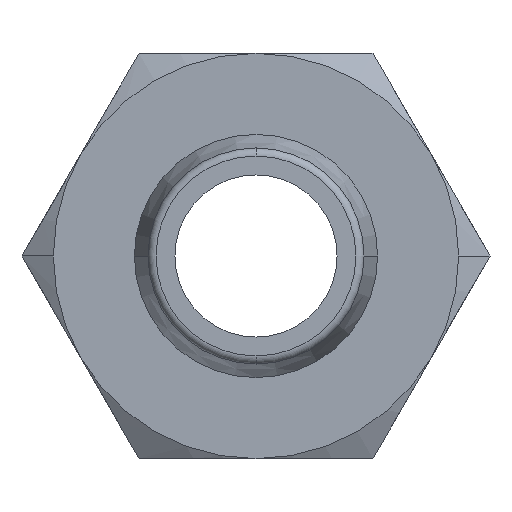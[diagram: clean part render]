
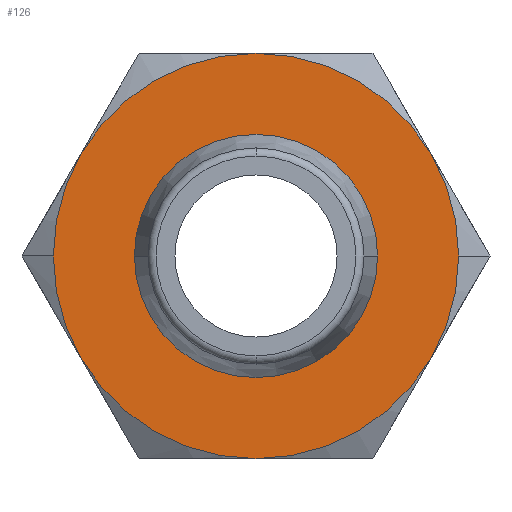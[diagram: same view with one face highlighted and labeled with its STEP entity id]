
A CAD part, front view. The second image highlights one B-rep face of the part: STEP entity #126.
In plain terms, the highlighted planar face has unit normal (0, -1, 0).
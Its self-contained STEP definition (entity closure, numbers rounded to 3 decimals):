
#126=ADVANCED_FACE('',(#261,#262),#263,.T.);
#261=FACE_OUTER_BOUND('',#404,.T.);
#262=FACE_BOUND('',#405,.T.);
#263=PLANE('',#406);
#404=EDGE_LOOP('',(#688,#689,#690,#691,#692,#693,#694,#695));
#405=EDGE_LOOP('',(#696,#697));
#406=AXIS2_PLACEMENT_3D('',#698,#699,#700);
#688=ORIENTED_EDGE('',*,*,#824,.T.);
#689=ORIENTED_EDGE('',*,*,#932,.T.);
#690=ORIENTED_EDGE('',*,*,#919,.T.);
#691=ORIENTED_EDGE('',*,*,#863,.T.);
#692=ORIENTED_EDGE('',*,*,#933,.T.);
#693=ORIENTED_EDGE('',*,*,#916,.T.);
#694=ORIENTED_EDGE('',*,*,#934,.T.);
#695=ORIENTED_EDGE('',*,*,#821,.T.);
#696=ORIENTED_EDGE('',*,*,#830,.F.);
#697=ORIENTED_EDGE('',*,*,#866,.F.);
#698=CARTESIAN_POINT('',(-3.75,14.0,0.0));
#699=DIRECTION('',(0.,-1.0,0.0));
#700=DIRECTION('',(-1.0,0.,0.0));
#821=EDGE_CURVE('',#958,#961,#963,.T.);
#824=EDGE_CURVE('',#961,#966,#968,.T.);
#830=EDGE_CURVE('',#976,#972,#978,.T.);
#863=EDGE_CURVE('',#1032,#1030,#1033,.T.);
#866=EDGE_CURVE('',#972,#976,#1036,.T.);
#916=EDGE_CURVE('',#1101,#1104,#1106,.T.);
#919=EDGE_CURVE('',#1108,#1032,#1110,.T.);
#932=EDGE_CURVE('',#966,#1108,#1125,.T.);
#933=EDGE_CURVE('',#1030,#1101,#1126,.T.);
#934=EDGE_CURVE('',#1104,#958,#1127,.T.);
#958=VERTEX_POINT('',#1152);
#961=VERTEX_POINT('',#1166);
#963=CIRCLE('',#1179,7.5);
#966=VERTEX_POINT('',#1182);
#968=CIRCLE('',#1185,7.5);
#972=VERTEX_POINT('',#1200);
#976=VERTEX_POINT('',#1205);
#978=CIRCLE('',#1208,4.5);
#1030=VERTEX_POINT('',#1270);
#1032=VERTEX_POINT('',#1283);
#1033=CIRCLE('',#1284,7.5);
#1036=CIRCLE('',#1298,4.5);
#1101=VERTEX_POINT('',#1401);
#1104=VERTEX_POINT('',#1405);
#1106=CIRCLE('',#1418,7.5);
#1108=VERTEX_POINT('',#1420);
#1110=CIRCLE('',#1433,7.5);
#1125=CIRCLE('',#1473,7.5);
#1126=CIRCLE('',#1474,7.5);
#1127=CIRCLE('',#1475,7.5);
#1152=CARTESIAN_POINT('',(0.,14.0,7.5));
#1166=CARTESIAN_POINT('',(-6.495,14.0,3.75));
#1179=AXIS2_PLACEMENT_3D('',#1515,#1516,#1517);
#1182=CARTESIAN_POINT('',(-7.5,14.0,0.));
#1185=AXIS2_PLACEMENT_3D('',#1519,#1520,#1521);
#1200=CARTESIAN_POINT('',(4.5,14.0,0.));
#1205=CARTESIAN_POINT('',(-4.5,14.0,0.));
#1208=AXIS2_PLACEMENT_3D('',#1527,#1528,#1529);
#1270=CARTESIAN_POINT('',(6.495,14.0,-3.75));
#1283=CARTESIAN_POINT('',(0.,14.0,-7.5));
#1284=AXIS2_PLACEMENT_3D('',#1582,#1583,#1584);
#1298=AXIS2_PLACEMENT_3D('',#1585,#1586,#1587);
#1401=CARTESIAN_POINT('',(7.5,14.0,0.));
#1405=CARTESIAN_POINT('',(6.495,14.0,3.75));
#1418=AXIS2_PLACEMENT_3D('',#1650,#1651,#1652);
#1420=CARTESIAN_POINT('',(-6.495,14.0,-3.75));
#1433=AXIS2_PLACEMENT_3D('',#1653,#1654,#1655);
#1473=AXIS2_PLACEMENT_3D('',#1668,#1669,#1670);
#1474=AXIS2_PLACEMENT_3D('',#1671,#1672,#1673);
#1475=AXIS2_PLACEMENT_3D('',#1674,#1675,#1676);
#1515=CARTESIAN_POINT('',(0.,14.0,0.0));
#1516=DIRECTION('',(0.,-1.0,0.0));
#1517=DIRECTION('',(-1.0,0.,0.0));
#1519=CARTESIAN_POINT('',(0.,14.0,0.0));
#1520=DIRECTION('',(0.,-1.0,0.0));
#1521=DIRECTION('',(-1.0,0.,0.0));
#1527=CARTESIAN_POINT('',(0.0,14.0,0.0));
#1528=DIRECTION('',(0.,-1.0,0.0));
#1529=DIRECTION('',(1.0,0.,0.0));
#1582=CARTESIAN_POINT('',(0.,14.0,0.0));
#1583=DIRECTION('',(0.,-1.0,0.0));
#1584=DIRECTION('',(-1.0,0.,0.0));
#1585=CARTESIAN_POINT('',(0.0,14.0,0.0));
#1586=DIRECTION('',(0.,-1.0,0.0));
#1587=DIRECTION('',(1.0,0.,0.0));
#1650=CARTESIAN_POINT('',(0.,14.0,0.0));
#1651=DIRECTION('',(0.,-1.0,0.0));
#1652=DIRECTION('',(-1.0,0.,0.0));
#1653=CARTESIAN_POINT('',(0.,14.0,0.0));
#1654=DIRECTION('',(0.,-1.0,0.0));
#1655=DIRECTION('',(-1.0,0.,0.0));
#1668=CARTESIAN_POINT('',(0.,14.0,0.0));
#1669=DIRECTION('',(0.,-1.0,0.0));
#1670=DIRECTION('',(-1.0,0.,0.0));
#1671=CARTESIAN_POINT('',(0.,14.0,0.0));
#1672=DIRECTION('',(0.,-1.0,0.0));
#1673=DIRECTION('',(-1.0,0.,0.0));
#1674=CARTESIAN_POINT('',(0.,14.0,0.0));
#1675=DIRECTION('',(0.,-1.0,0.0));
#1676=DIRECTION('',(-1.0,0.,0.0));
